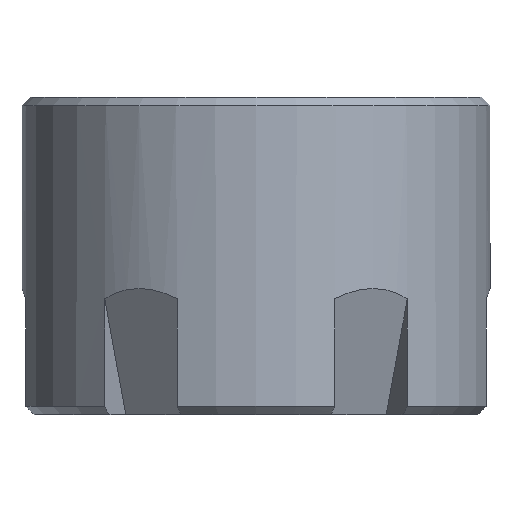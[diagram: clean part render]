
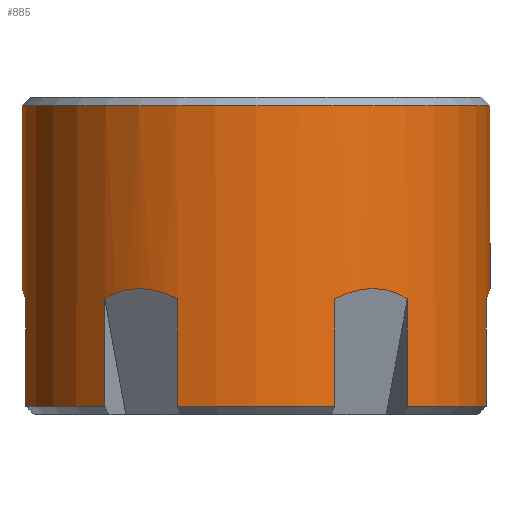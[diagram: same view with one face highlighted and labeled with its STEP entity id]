
A CAD part, left-side view. The second image highlights one B-rep face of the part: STEP entity #885.
In plain terms, the highlighted cylindrical face has radius 14 mm (diameter 28 mm), a full revolution.
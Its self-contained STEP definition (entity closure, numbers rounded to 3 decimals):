
#26=CYLINDRICAL_SURFACE('',#962,14.);
#36=ELLIPSE('',#903,40.933,14.);
#37=ELLIPSE('',#909,40.933,14.);
#38=ELLIPSE('',#915,40.933,14.);
#39=ELLIPSE('',#919,40.933,14.);
#40=ELLIPSE('',#949,40.933,14.);
#41=ELLIPSE('',#964,40.933,14.);
#42=LINE('',#1184,#84);
#47=LINE('',#1195,#89);
#49=LINE('',#1205,#91);
#54=LINE('',#1216,#96);
#56=LINE('',#1226,#98);
#61=LINE('',#1237,#103);
#63=LINE('',#1247,#105);
#69=LINE('',#1261,#111);
#70=LINE('',#1268,#112);
#75=LINE('',#1279,#117);
#79=LINE('',#1334,#121);
#80=LINE('',#1342,#122);
#84=VECTOR('',#983,1000.);
#89=VECTOR('',#990,1000.);
#91=VECTOR('',#1002,1000.);
#96=VECTOR('',#1009,1000.);
#98=VECTOR('',#1021,1000.);
#103=VECTOR('',#1028,1000.);
#105=VECTOR('',#1040,1000.);
#111=VECTOR('',#1052,1000.);
#112=VECTOR('',#1059,1000.);
#117=VECTOR('',#1066,1000.);
#121=VECTOR('',#1142,1000.);
#122=VECTOR('',#1151,1000.);
#224=ORIENTED_EDGE('',*,*,#367,.F.);
#225=ORIENTED_EDGE('',*,*,#365,.T.);
#226=ORIENTED_EDGE('',*,*,#368,.T.);
#227=ORIENTED_EDGE('',*,*,#369,.F.);
#228=ORIENTED_EDGE('',*,*,#370,.F.);
#229=ORIENTED_EDGE('',*,*,#300,.T.);
#230=ORIENTED_EDGE('',*,*,#302,.T.);
#231=ORIENTED_EDGE('',*,*,#295,.F.);
#232=ORIENTED_EDGE('',*,*,#359,.F.);
#233=ORIENTED_EDGE('',*,*,#310,.T.);
#234=ORIENTED_EDGE('',*,*,#312,.T.);
#235=ORIENTED_EDGE('',*,*,#305,.F.);
#236=ORIENTED_EDGE('',*,*,#357,.F.);
#237=ORIENTED_EDGE('',*,*,#320,.T.);
#238=ORIENTED_EDGE('',*,*,#322,.T.);
#239=ORIENTED_EDGE('',*,*,#315,.F.);
#240=ORIENTED_EDGE('',*,*,#342,.F.);
#241=ORIENTED_EDGE('',*,*,#332,.T.);
#242=ORIENTED_EDGE('',*,*,#328,.T.);
#243=ORIENTED_EDGE('',*,*,#325,.F.);
#244=ORIENTED_EDGE('',*,*,#344,.F.);
#245=ORIENTED_EDGE('',*,*,#340,.T.);
#246=ORIENTED_EDGE('',*,*,#355,.T.);
#247=ORIENTED_EDGE('',*,*,#335,.F.);
#248=ORIENTED_EDGE('',*,*,#371,.F.);
#295=EDGE_CURVE('',#378,#380,#42,.T.);
#300=EDGE_CURVE('',#385,#384,#47,.T.);
#302=EDGE_CURVE('',#384,#380,#36,.T.);
#305=EDGE_CURVE('',#386,#388,#49,.T.);
#310=EDGE_CURVE('',#393,#392,#54,.T.);
#312=EDGE_CURVE('',#392,#388,#37,.T.);
#315=EDGE_CURVE('',#394,#396,#56,.T.);
#320=EDGE_CURVE('',#401,#400,#61,.T.);
#322=EDGE_CURVE('',#400,#396,#38,.T.);
#325=EDGE_CURVE('',#402,#404,#63,.T.);
#328=EDGE_CURVE('',#406,#404,#39,.T.);
#332=EDGE_CURVE('',#409,#406,#69,.T.);
#335=EDGE_CURVE('',#410,#412,#70,.T.);
#340=EDGE_CURVE('',#417,#416,#75,.T.);
#342=EDGE_CURVE('',#409,#394,#448,.T.);
#344=EDGE_CURVE('',#417,#402,#450,.T.);
#355=EDGE_CURVE('',#416,#412,#40,.T.);
#357=EDGE_CURVE('',#401,#386,#461,.T.);
#359=EDGE_CURVE('',#393,#378,#463,.T.);
#365=EDGE_CURVE('',#432,#431,#79,.T.);
#367=EDGE_CURVE('',#433,#433,#468,.T.);
#368=EDGE_CURVE('',#431,#434,#41,.T.);
#369=EDGE_CURVE('',#435,#434,#80,.T.);
#370=EDGE_CURVE('',#385,#435,#469,.T.);
#371=EDGE_CURVE('',#432,#410,#470,.T.);
#378=VERTEX_POINT('',#1182);
#380=VERTEX_POINT('',#1185);
#384=VERTEX_POINT('',#1194);
#385=VERTEX_POINT('',#1196);
#386=VERTEX_POINT('',#1203);
#388=VERTEX_POINT('',#1206);
#392=VERTEX_POINT('',#1215);
#393=VERTEX_POINT('',#1217);
#394=VERTEX_POINT('',#1224);
#396=VERTEX_POINT('',#1227);
#400=VERTEX_POINT('',#1236);
#401=VERTEX_POINT('',#1238);
#402=VERTEX_POINT('',#1245);
#404=VERTEX_POINT('',#1248);
#406=VERTEX_POINT('',#1254);
#409=VERTEX_POINT('',#1262);
#410=VERTEX_POINT('',#1266);
#412=VERTEX_POINT('',#1269);
#416=VERTEX_POINT('',#1278);
#417=VERTEX_POINT('',#1280);
#431=VERTEX_POINT('',#1333);
#432=VERTEX_POINT('',#1335);
#433=VERTEX_POINT('',#1339);
#434=VERTEX_POINT('',#1341);
#435=VERTEX_POINT('',#1343);
#448=CIRCLE('',#927,14.);
#450=CIRCLE('',#930,14.);
#461=CIRCLE('',#951,14.);
#463=CIRCLE('',#954,14.);
#468=CIRCLE('',#963,14.);
#469=CIRCLE('',#965,14.);
#470=CIRCLE('',#966,14.);
#512=EDGE_LOOP('',(#224));
#513=EDGE_LOOP('',(#225,#226,#227,#228,#229,#230,#231,#232,#233,#234,#235,
#236,#237,#238,#239,#240,#241,#242,#243,#244,#245,#246,#247,#248));
#562=FACE_BOUND('',#512,.T.);
#563=FACE_BOUND('',#513,.T.);
#885=ADVANCED_FACE('',(#562,#563),#26,.T.);
#903=AXIS2_PLACEMENT_3D('',#1199,#995,#996);
#909=AXIS2_PLACEMENT_3D('',#1220,#1014,#1015);
#915=AXIS2_PLACEMENT_3D('',#1241,#1033,#1034);
#919=AXIS2_PLACEMENT_3D('',#1253,#1045,#1046);
#927=AXIS2_PLACEMENT_3D('',#1283,#1071,#1072);
#930=AXIS2_PLACEMENT_3D('',#1286,#1077,#1078);
#949=AXIS2_PLACEMENT_3D('',#1314,#1115,#1116);
#951=AXIS2_PLACEMENT_3D('',#1317,#1120,#1121);
#954=AXIS2_PLACEMENT_3D('',#1320,#1126,#1127);
#962=AXIS2_PLACEMENT_3D('',#1337,#1145,#1146);
#963=AXIS2_PLACEMENT_3D('',#1338,#1147,#1148);
#964=AXIS2_PLACEMENT_3D('',#1340,#1149,#1150);
#965=AXIS2_PLACEMENT_3D('',#1344,#1152,#1153);
#966=AXIS2_PLACEMENT_3D('',#1345,#1154,#1155);
#983=DIRECTION('',(0.,0.,1.));
#990=DIRECTION('',(0.,0.,1.));
#995=DIRECTION('',(0.814,0.47,0.342));
#996=DIRECTION('',(-0.296,-0.171,0.94));
#1002=DIRECTION('',(0.,0.,1.));
#1009=DIRECTION('',(0.,0.,1.));
#1014=DIRECTION('',(0.,0.94,0.342));
#1015=DIRECTION('',(0.,-0.342,0.94));
#1021=DIRECTION('',(0.,0.,1.));
#1028=DIRECTION('',(0.,0.,1.));
#1033=DIRECTION('',(-0.814,0.47,0.342));
#1034=DIRECTION('',(0.296,-0.171,0.94));
#1040=DIRECTION('',(0.,0.,1.));
#1045=DIRECTION('',(-0.814,-0.47,0.342));
#1046=DIRECTION('',(0.296,0.171,0.94));
#1052=DIRECTION('',(0.,0.,1.));
#1059=DIRECTION('',(0.,0.,1.));
#1066=DIRECTION('',(0.,0.,1.));
#1071=DIRECTION('',(0.,0.,-1.));
#1072=DIRECTION('',(-1.,0.,0.));
#1077=DIRECTION('',(0.,0.,-1.));
#1078=DIRECTION('',(-1.,0.,0.));
#1115=DIRECTION('',(0.,-0.94,0.342));
#1116=DIRECTION('',(0.,0.342,0.94));
#1120=DIRECTION('',(0.,0.,-1.));
#1121=DIRECTION('',(-1.,0.,0.));
#1126=DIRECTION('',(0.,0.,-1.));
#1127=DIRECTION('',(-1.,0.,0.));
#1142=DIRECTION('',(0.,0.,1.));
#1145=DIRECTION('',(0.,0.,-1.));
#1146=DIRECTION('',(1.,0.,0.));
#1147=DIRECTION('',(0.,0.,1.));
#1148=DIRECTION('',(1.,0.,0.));
#1149=DIRECTION('',(0.814,-0.47,0.342));
#1150=DIRECTION('',(-0.296,0.171,0.94));
#1151=DIRECTION('',(0.,0.,1.));
#1152=DIRECTION('',(0.,0.,-1.));
#1153=DIRECTION('',(-1.,0.,0.));
#1154=DIRECTION('',(0.,0.,-1.));
#1155=DIRECTION('',(-1.,0.,0.));
#1182=CARTESIAN_POINT('',(-10.679,-9.053,0.5));
#1184=CARTESIAN_POINT('',(-10.679,-9.053,0.));
#1185=CARTESIAN_POINT('',(-10.679,-9.053,6.937));
#1194=CARTESIAN_POINT('',(-13.179,-4.722,6.937));
#1195=CARTESIAN_POINT('',(-13.179,-4.722,0.));
#1196=CARTESIAN_POINT('',(-13.179,-4.722,0.5));
#1199=CARTESIAN_POINT('',(0.,0.,-30.909));
#1203=CARTESIAN_POINT('',(2.5,-13.775,0.5));
#1205=CARTESIAN_POINT('',(2.5,-13.775,0.));
#1206=CARTESIAN_POINT('',(2.5,-13.775,6.937));
#1215=CARTESIAN_POINT('',(-2.5,-13.775,6.937));
#1216=CARTESIAN_POINT('',(-2.5,-13.775,0.));
#1217=CARTESIAN_POINT('',(-2.5,-13.775,0.5));
#1220=CARTESIAN_POINT('',(0.,0.,-30.909));
#1224=CARTESIAN_POINT('',(13.179,-4.722,0.5));
#1226=CARTESIAN_POINT('',(13.179,-4.722,0.));
#1227=CARTESIAN_POINT('',(13.179,-4.722,6.937));
#1236=CARTESIAN_POINT('',(10.679,-9.053,6.937));
#1237=CARTESIAN_POINT('',(10.679,-9.053,0.));
#1238=CARTESIAN_POINT('',(10.679,-9.053,0.5));
#1241=CARTESIAN_POINT('',(0.,0.,-30.909));
#1245=CARTESIAN_POINT('',(10.679,9.053,0.5));
#1247=CARTESIAN_POINT('',(10.679,9.053,0.));
#1248=CARTESIAN_POINT('',(10.679,9.053,6.937));
#1253=CARTESIAN_POINT('',(0.,0.,-30.909));
#1254=CARTESIAN_POINT('',(13.179,4.722,6.937));
#1261=CARTESIAN_POINT('',(13.179,4.722,0.));
#1262=CARTESIAN_POINT('',(13.179,4.722,0.5));
#1266=CARTESIAN_POINT('',(-2.5,13.775,0.5));
#1268=CARTESIAN_POINT('',(-2.5,13.775,0.));
#1269=CARTESIAN_POINT('',(-2.5,13.775,6.937));
#1278=CARTESIAN_POINT('',(2.5,13.775,6.937));
#1279=CARTESIAN_POINT('',(2.5,13.775,0.));
#1280=CARTESIAN_POINT('',(2.5,13.775,0.5));
#1283=CARTESIAN_POINT('',(0.,0.,0.5));
#1286=CARTESIAN_POINT('',(0.,0.,0.5));
#1314=CARTESIAN_POINT('',(0.,0.,-30.909));
#1317=CARTESIAN_POINT('',(0.,0.,0.5));
#1320=CARTESIAN_POINT('',(0.,0.,0.5));
#1333=CARTESIAN_POINT('',(-10.679,9.053,6.937));
#1334=CARTESIAN_POINT('',(-10.679,9.053,0.));
#1335=CARTESIAN_POINT('',(-10.679,9.053,0.5));
#1337=CARTESIAN_POINT('',(0.,0.,0.));
#1338=CARTESIAN_POINT('',(0.,0.,18.5));
#1339=CARTESIAN_POINT('',(14.,0.,18.5));
#1340=CARTESIAN_POINT('',(0.,0.,-30.909));
#1341=CARTESIAN_POINT('',(-13.179,4.722,6.937));
#1342=CARTESIAN_POINT('',(-13.179,4.722,0.));
#1343=CARTESIAN_POINT('',(-13.179,4.722,0.5));
#1344=CARTESIAN_POINT('',(0.,0.,0.5));
#1345=CARTESIAN_POINT('',(0.,0.,0.5));
